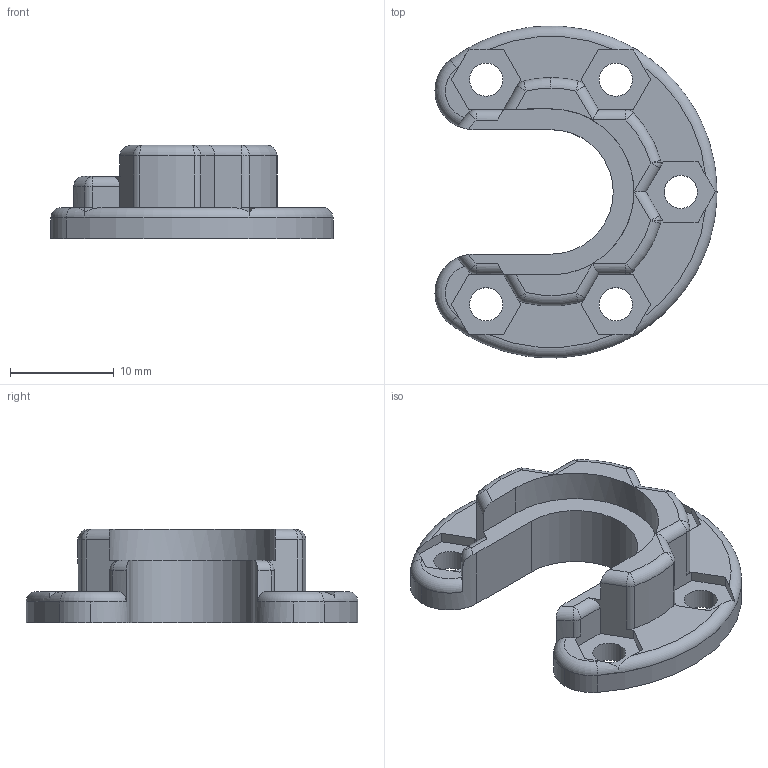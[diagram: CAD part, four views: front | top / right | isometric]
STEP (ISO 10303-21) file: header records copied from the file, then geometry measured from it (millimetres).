
FILE_DESCRIPTION (( 'STEP AP203' ), '1' );
FILE_NAME ('hotend_clip_e3dv6.step', '2016-02-29T21:23:21', ( '' ), ( '' ), 'SwSTEP 2.0', 'SolidWorks 2015', '' );
FILE_SCHEMA (( 'CONFIG_CONTROL_DESIGN' ));
Length unit declared in the file: millimetre
Products named in the file (1): hotend_clip_e3dv6
Bounding box: 27.18 x 31.98 x 9 mm (x, y, z)
Volume: 2136.8 mm3; surface area: 2021.8 mm2
Topology: 1 solids, 1 shells, 117 faces, 311 edges, 192 vertices
Faces by surface type: plane 51, cylinder 43, sphere 12, torus 11
Entity records: 3772 total; most frequent: CARTESIAN_POINT 742, DIRECTION 644, ORIENTED_EDGE 614, EDGE_CURVE 307, AXIS2_PLACEMENT_3D 240, VERTEX_POINT 192, VECTOR 164, LINE 164
